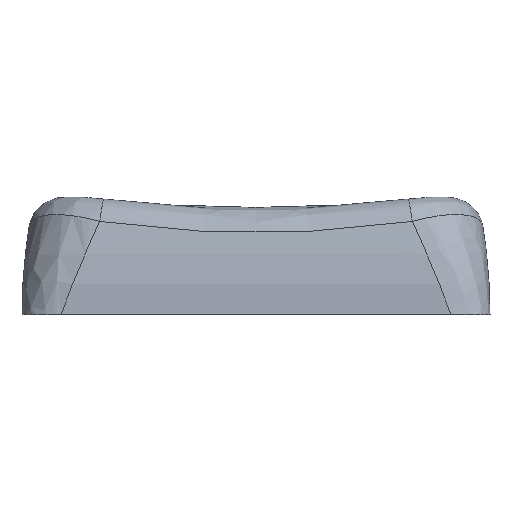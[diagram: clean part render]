
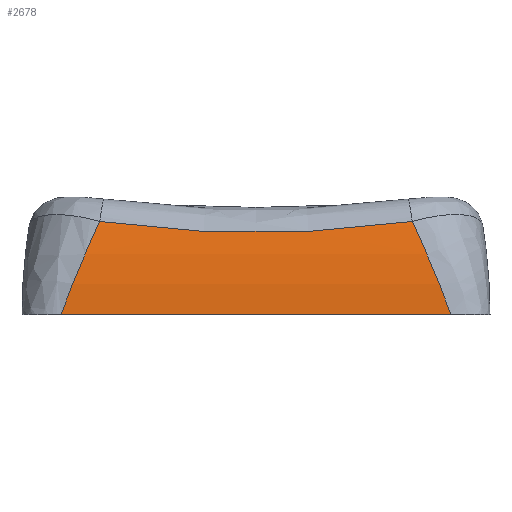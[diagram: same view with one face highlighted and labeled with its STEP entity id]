
A CAD part, top view. The second image highlights one B-rep face of the part: STEP entity #2678.
In plain terms, the highlighted cylindrical face has radius 11.653 mm (diameter 23.307 mm), a partial arc.
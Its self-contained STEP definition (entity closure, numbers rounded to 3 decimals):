
#34=CYLINDRICAL_SURFACE('',#2844,11.653);
#276=LINE('',#5599,#518);
#518=VECTOR('',#3384,10.);
#763=FACE_OUTER_BOUND('',#917,.T.);
#917=EDGE_LOOP('',(#2475,#2476,#2477,#2478,#2479,#2480,#2481,#2482));
#958=B_SPLINE_CURVE_WITH_KNOTS('',3,(#4432,#4433,#4434,#4435),
 .UNSPECIFIED.,.F.,.F.,(4,4),(-1.199,0.),
 .UNSPECIFIED.);
#1022=B_SPLINE_CURVE_WITH_KNOTS('',3,(#5705,#5706,#5707,#5708),
 .UNSPECIFIED.,.F.,.F.,(4,4),(-0.418,-0.188),
 .UNSPECIFIED.);
#1023=B_SPLINE_CURVE_WITH_KNOTS('',3,(#5710,#5711,#5712,#5713),
 .UNSPECIFIED.,.F.,.F.,(4,4),(-0.188,-0.078),
 .UNSPECIFIED.);
#1024=B_SPLINE_CURVE_WITH_KNOTS('',3,(#5714,#5715,#5716,#5717),
 .UNSPECIFIED.,.F.,.F.,(4,4),(-0.078,-0.065),
 .UNSPECIFIED.);
#1025=B_SPLINE_CURVE_WITH_KNOTS('',3,(#5720,#5721,#5722,#5723),
 .UNSPECIFIED.,.F.,.F.,(4,4),(-0.23,0.),
 .UNSPECIFIED.);
#1026=B_SPLINE_CURVE_WITH_KNOTS('',3,(#5725,#5726,#5727,#5728),
 .UNSPECIFIED.,.F.,.F.,(4,4),(-0.34,-0.23),
 .UNSPECIFIED.);
#1027=B_SPLINE_CURVE_WITH_KNOTS('',3,(#5729,#5730,#5731,#5732),
 .UNSPECIFIED.,.F.,.F.,(4,4),(-0.353,-0.34),
 .UNSPECIFIED.);
#1256=VERTEX_POINT('',#4429);
#1257=VERTEX_POINT('',#4431);
#1312=VERTEX_POINT('',#5573);
#1313=VERTEX_POINT('',#5586);
#1315=VERTEX_POINT('',#5704);
#1316=VERTEX_POINT('',#5709);
#1317=VERTEX_POINT('',#5719);
#1318=VERTEX_POINT('',#5724);
#1617=EDGE_CURVE('',#1256,#1257,#958,.T.);
#1700=EDGE_CURVE('',#1312,#1313,#276,.T.);
#1704=EDGE_CURVE('',#1312,#1315,#1022,.T.);
#1705=EDGE_CURVE('',#1315,#1316,#1023,.T.);
#1706=EDGE_CURVE('',#1316,#1256,#1024,.T.);
#1707=EDGE_CURVE('',#1317,#1313,#1025,.T.);
#1708=EDGE_CURVE('',#1318,#1317,#1026,.T.);
#1709=EDGE_CURVE('',#1257,#1318,#1027,.T.);
#2475=ORIENTED_EDGE('',*,*,#1705,.F.);
#2476=ORIENTED_EDGE('',*,*,#1704,.F.);
#2477=ORIENTED_EDGE('',*,*,#1700,.T.);
#2478=ORIENTED_EDGE('',*,*,#1707,.F.);
#2479=ORIENTED_EDGE('',*,*,#1708,.F.);
#2480=ORIENTED_EDGE('',*,*,#1709,.F.);
#2481=ORIENTED_EDGE('',*,*,#1617,.F.);
#2482=ORIENTED_EDGE('',*,*,#1706,.F.);
#2678=ADVANCED_FACE('',(#763),#34,.T.);
#2844=AXIS2_PLACEMENT_3D('',#5718,#3387,#3388);
#3384=DIRECTION('',(1.,0.,0.));
#3387=DIRECTION('center_axis',(1.,0.,0.));
#3388=DIRECTION('ref_axis',(0.,0.696,-0.718));
#4429=CARTESIAN_POINT('',(-5.979,7.045,8.398));
#4431=CARTESIAN_POINT('',(5.979,7.045,8.398));
#4432=CARTESIAN_POINT('Ctrl Pts',(-5.979,7.045,8.398));
#4433=CARTESIAN_POINT('Ctrl Pts',(-2.017,6.47,8.581));
#4434=CARTESIAN_POINT('Ctrl Pts',(2.017,6.47,8.581));
#4435=CARTESIAN_POINT('Ctrl Pts',(5.979,7.045,8.398));
#5573=CARTESIAN_POINT('',(-7.45,3.5,8.95));
#5586=CARTESIAN_POINT('',(7.45,3.5,8.95));
#5599=CARTESIAN_POINT('',(0.,3.5,8.95));
#5704=CARTESIAN_POINT('',(-6.533,5.8,8.721));
#5705=CARTESIAN_POINT('Ctrl Pts',(-7.45,3.5,8.95));
#5706=CARTESIAN_POINT('Ctrl Pts',(-7.175,4.257,8.95));
#5707=CARTESIAN_POINT('Ctrl Pts',(-6.866,5.027,8.877));
#5708=CARTESIAN_POINT('Ctrl Pts',(-6.533,5.8,8.721));
#5709=CARTESIAN_POINT('',(-6.038,6.916,8.438));
#5710=CARTESIAN_POINT('Ctrl Pts',(-6.533,5.8,8.721));
#5711=CARTESIAN_POINT('Ctrl Pts',(-6.373,6.172,8.646));
#5712=CARTESIAN_POINT('Ctrl Pts',(-6.208,6.544,8.552));
#5713=CARTESIAN_POINT('Ctrl Pts',(-6.038,6.916,8.438));
#5714=CARTESIAN_POINT('Ctrl Pts',(-6.038,6.916,8.438));
#5715=CARTESIAN_POINT('Ctrl Pts',(-6.018,6.959,8.425));
#5716=CARTESIAN_POINT('Ctrl Pts',(-5.999,7.002,8.411));
#5717=CARTESIAN_POINT('Ctrl Pts',(-5.979,7.045,8.398));
#5718=CARTESIAN_POINT('Origin',(0.,3.5,-2.703));
#5719=CARTESIAN_POINT('',(6.533,5.8,8.721));
#5720=CARTESIAN_POINT('Ctrl Pts',(6.533,5.8,8.721));
#5721=CARTESIAN_POINT('Ctrl Pts',(6.866,5.027,8.877));
#5722=CARTESIAN_POINT('Ctrl Pts',(7.175,4.257,8.95));
#5723=CARTESIAN_POINT('Ctrl Pts',(7.45,3.5,8.95));
#5724=CARTESIAN_POINT('',(6.038,6.916,8.438));
#5725=CARTESIAN_POINT('Ctrl Pts',(6.038,6.916,8.438));
#5726=CARTESIAN_POINT('Ctrl Pts',(6.208,6.544,8.552));
#5727=CARTESIAN_POINT('Ctrl Pts',(6.373,6.172,8.646));
#5728=CARTESIAN_POINT('Ctrl Pts',(6.533,5.8,8.721));
#5729=CARTESIAN_POINT('Ctrl Pts',(5.979,7.045,8.398));
#5730=CARTESIAN_POINT('Ctrl Pts',(5.999,7.002,8.411));
#5731=CARTESIAN_POINT('Ctrl Pts',(6.018,6.959,8.425));
#5732=CARTESIAN_POINT('Ctrl Pts',(6.038,6.916,8.438));
